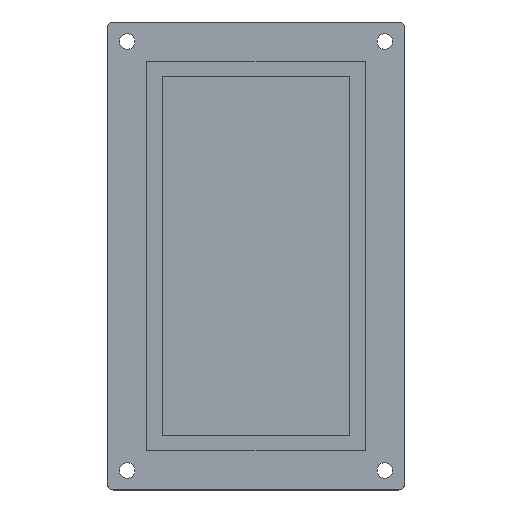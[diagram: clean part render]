
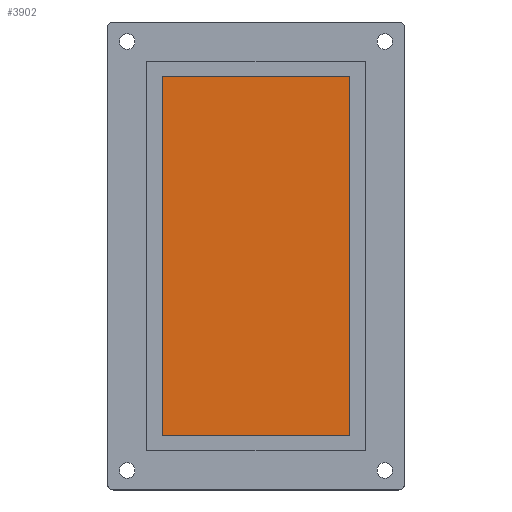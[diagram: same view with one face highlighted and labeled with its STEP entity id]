
A CAD part, top view. The second image highlights one B-rep face of the part: STEP entity #3902.
In plain terms, the highlighted planar face has unit normal (0, 0, 1).
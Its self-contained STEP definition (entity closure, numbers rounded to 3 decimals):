
#2816 = PLANE('',#2817);
#2817 = AXIS2_PLACEMENT_3D('',#2818,#2819,#2820);
#2818 = CARTESIAN_POINT('',(-11.97,22.892,4.));
#2819 = DIRECTION('',(0.,-1.,0.));
#2820 = DIRECTION('',(1.,0.,0.));
#2844 = PLANE('',#2845);
#2845 = AXIS2_PLACEMENT_3D('',#2846,#2847,#2848);
#2846 = CARTESIAN_POINT('',(-11.97,-22.892,4.));
#2847 = DIRECTION('',(1.,0.,0.));
#2848 = DIRECTION('',(0.,1.,0.));
#2872 = PLANE('',#2873);
#2873 = AXIS2_PLACEMENT_3D('',#2874,#2875,#2876);
#2874 = CARTESIAN_POINT('',(11.97,-22.892,4.));
#2875 = DIRECTION('',(0.,1.,0.));
#2876 = DIRECTION('',(-1.,0.,0.));
#2898 = PLANE('',#2899);
#2899 = AXIS2_PLACEMENT_3D('',#2900,#2901,#2902);
#2900 = CARTESIAN_POINT('',(11.97,22.892,4.));
#2901 = DIRECTION('',(-1.,0.,0.));
#2902 = DIRECTION('',(0.,-1.,0.));
#3706 = VERTEX_POINT('',#3707);
#3707 = CARTESIAN_POINT('',(-11.97,22.892,1.));
#3728 = EDGE_CURVE('',#3706,#3729,#3731,.T.);
#3729 = VERTEX_POINT('',#3730);
#3730 = CARTESIAN_POINT('',(11.97,22.892,1.));
#3731 = SURFACE_CURVE('',#3732,(#3736,#3743),.PCURVE_S1.);
#3732 = LINE('',#3733,#3734);
#3733 = CARTESIAN_POINT('',(-11.97,22.892,1.));
#3734 = VECTOR('',#3735,1.);
#3735 = DIRECTION('',(1.,0.,0.));
#3736 = PCURVE('',#2816,#3737);
#3737 = DEFINITIONAL_REPRESENTATION('',(#3738),#3742);
#3738 = LINE('',#3739,#3740);
#3739 = CARTESIAN_POINT('',(0.,-3.));
#3740 = VECTOR('',#3741,1.);
#3741 = DIRECTION('',(1.,0.));
#3742 = ( GEOMETRIC_REPRESENTATION_CONTEXT(2) 
PARAMETRIC_REPRESENTATION_CONTEXT() REPRESENTATION_CONTEXT('2D SPACE',''
  ) );
#3743 = PCURVE('',#3744,#3749);
#3744 = PLANE('',#3745);
#3745 = AXIS2_PLACEMENT_3D('',#3746,#3747,#3748);
#3746 = CARTESIAN_POINT('',(0.,0.,1.));
#3747 = DIRECTION('',(-0.,-0.,-1.));
#3748 = DIRECTION('',(-1.,0.,0.));
#3749 = DEFINITIONAL_REPRESENTATION('',(#3750),#3754);
#3750 = LINE('',#3751,#3752);
#3751 = CARTESIAN_POINT('',(11.97,22.892));
#3752 = VECTOR('',#3753,1.);
#3753 = DIRECTION('',(-1.,0.));
#3754 = ( GEOMETRIC_REPRESENTATION_CONTEXT(2) 
PARAMETRIC_REPRESENTATION_CONTEXT() REPRESENTATION_CONTEXT('2D SPACE',''
  ) );
#3782 = EDGE_CURVE('',#3729,#3783,#3785,.T.);
#3783 = VERTEX_POINT('',#3784);
#3784 = CARTESIAN_POINT('',(11.97,-22.892,1.));
#3785 = SURFACE_CURVE('',#3786,(#3790,#3797),.PCURVE_S1.);
#3786 = LINE('',#3787,#3788);
#3787 = CARTESIAN_POINT('',(11.97,22.892,1.));
#3788 = VECTOR('',#3789,1.);
#3789 = DIRECTION('',(0.,-1.,0.));
#3790 = PCURVE('',#2898,#3791);
#3791 = DEFINITIONAL_REPRESENTATION('',(#3792),#3796);
#3792 = LINE('',#3793,#3794);
#3793 = CARTESIAN_POINT('',(0.,-3.));
#3794 = VECTOR('',#3795,1.);
#3795 = DIRECTION('',(1.,0.));
#3796 = ( GEOMETRIC_REPRESENTATION_CONTEXT(2) 
PARAMETRIC_REPRESENTATION_CONTEXT() REPRESENTATION_CONTEXT('2D SPACE',''
  ) );
#3797 = PCURVE('',#3744,#3798);
#3798 = DEFINITIONAL_REPRESENTATION('',(#3799),#3803);
#3799 = LINE('',#3800,#3801);
#3800 = CARTESIAN_POINT('',(-11.97,22.892));
#3801 = VECTOR('',#3802,1.);
#3802 = DIRECTION('',(0.,-1.));
#3803 = ( GEOMETRIC_REPRESENTATION_CONTEXT(2) 
PARAMETRIC_REPRESENTATION_CONTEXT() REPRESENTATION_CONTEXT('2D SPACE',''
  ) );
#3831 = EDGE_CURVE('',#3783,#3832,#3834,.T.);
#3832 = VERTEX_POINT('',#3833);
#3833 = CARTESIAN_POINT('',(-11.97,-22.892,1.));
#3834 = SURFACE_CURVE('',#3835,(#3839,#3846),.PCURVE_S1.);
#3835 = LINE('',#3836,#3837);
#3836 = CARTESIAN_POINT('',(11.97,-22.892,1.));
#3837 = VECTOR('',#3838,1.);
#3838 = DIRECTION('',(-1.,0.,0.));
#3839 = PCURVE('',#2872,#3840);
#3840 = DEFINITIONAL_REPRESENTATION('',(#3841),#3845);
#3841 = LINE('',#3842,#3843);
#3842 = CARTESIAN_POINT('',(0.,-3.));
#3843 = VECTOR('',#3844,1.);
#3844 = DIRECTION('',(1.,0.));
#3845 = ( GEOMETRIC_REPRESENTATION_CONTEXT(2) 
PARAMETRIC_REPRESENTATION_CONTEXT() REPRESENTATION_CONTEXT('2D SPACE',''
  ) );
#3846 = PCURVE('',#3744,#3847);
#3847 = DEFINITIONAL_REPRESENTATION('',(#3848),#3852);
#3848 = LINE('',#3849,#3850);
#3849 = CARTESIAN_POINT('',(-11.97,-22.892));
#3850 = VECTOR('',#3851,1.);
#3851 = DIRECTION('',(1.,0.));
#3852 = ( GEOMETRIC_REPRESENTATION_CONTEXT(2) 
PARAMETRIC_REPRESENTATION_CONTEXT() REPRESENTATION_CONTEXT('2D SPACE',''
  ) );
#3880 = EDGE_CURVE('',#3832,#3706,#3881,.T.);
#3881 = SURFACE_CURVE('',#3882,(#3886,#3893),.PCURVE_S1.);
#3882 = LINE('',#3883,#3884);
#3883 = CARTESIAN_POINT('',(-11.97,-22.892,1.));
#3884 = VECTOR('',#3885,1.);
#3885 = DIRECTION('',(0.,1.,0.));
#3886 = PCURVE('',#2844,#3887);
#3887 = DEFINITIONAL_REPRESENTATION('',(#3888),#3892);
#3888 = LINE('',#3889,#3890);
#3889 = CARTESIAN_POINT('',(0.,-3.));
#3890 = VECTOR('',#3891,1.);
#3891 = DIRECTION('',(1.,0.));
#3892 = ( GEOMETRIC_REPRESENTATION_CONTEXT(2) 
PARAMETRIC_REPRESENTATION_CONTEXT() REPRESENTATION_CONTEXT('2D SPACE',''
  ) );
#3893 = PCURVE('',#3744,#3894);
#3894 = DEFINITIONAL_REPRESENTATION('',(#3895),#3899);
#3895 = LINE('',#3896,#3897);
#3896 = CARTESIAN_POINT('',(11.97,-22.892));
#3897 = VECTOR('',#3898,1.);
#3898 = DIRECTION('',(0.,1.));
#3899 = ( GEOMETRIC_REPRESENTATION_CONTEXT(2) 
PARAMETRIC_REPRESENTATION_CONTEXT() REPRESENTATION_CONTEXT('2D SPACE',''
  ) );
#3902 = ADVANCED_FACE('',(#3903),#3744,.F.);
#3903 = FACE_BOUND('',#3904,.F.);
#3904 = EDGE_LOOP('',(#3905,#3906,#3907,#3908));
#3905 = ORIENTED_EDGE('',*,*,#3728,.T.);
#3906 = ORIENTED_EDGE('',*,*,#3782,.T.);
#3907 = ORIENTED_EDGE('',*,*,#3831,.T.);
#3908 = ORIENTED_EDGE('',*,*,#3880,.T.);
